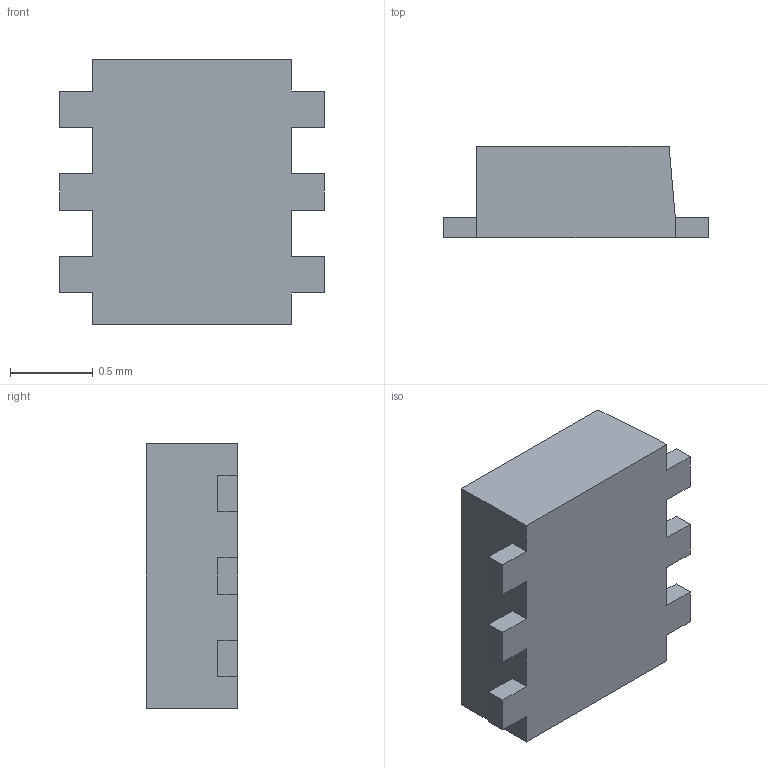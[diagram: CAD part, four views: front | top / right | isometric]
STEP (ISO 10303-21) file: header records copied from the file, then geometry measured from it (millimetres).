
FILE_DESCRIPTION((''),'2;1');
FILE_NAME('CDSOT563-0502','2012-07-20T',('ryans'),('Bourns, Inc.'),'PRO/ENGINEER BY PARAMETRIC TECHNOLOGY CORPORATION, 2010100','PRO/ENGINEER BY PARAMETRIC TECHNOLOGY CORPORATION, 2010100','');
FILE_SCHEMA(('CONFIG_CONTROL_DESIGN'));
Length unit declared in the file: millimetre
Products named in the file (1): CDSOT563-0502
Bounding box: 1.6 x 0.55 x 1.6 mm (x, y, z)
Volume: 1.1 mm3; surface area: 7.7 mm2
Topology: 1 solids, 1 shells, 34 faces, 90 edges, 58 vertices
Faces by surface type: plane 34
Entity records: 1064 total; most frequent: CARTESIAN_POINT 182, ORIENTED_EDGE 180, DIRECTION 158, VECTOR 90, LINE 90, EDGE_CURVE 90, VERTEX_POINT 58, AXIS2_PLACEMENT_3D 34
